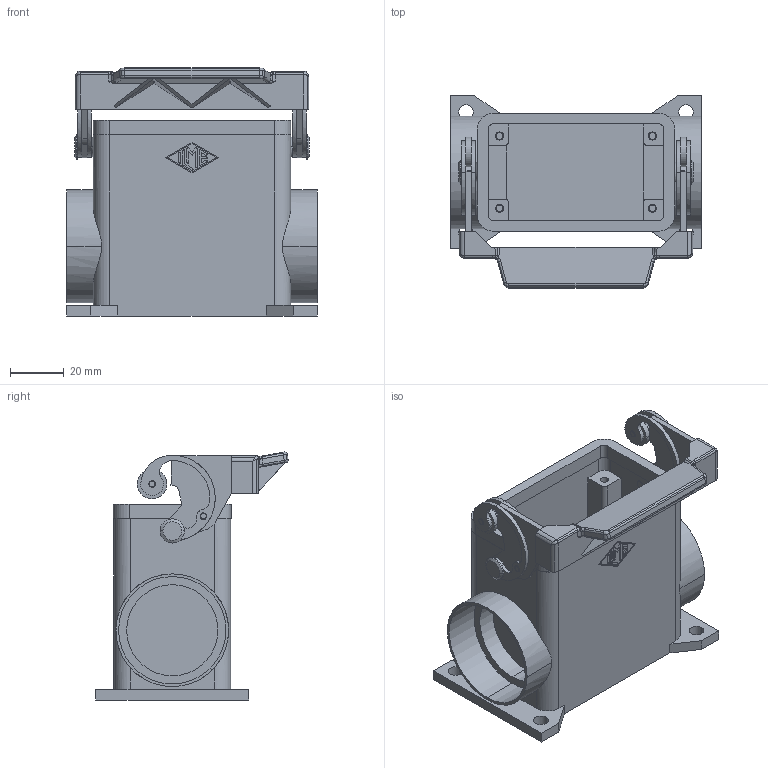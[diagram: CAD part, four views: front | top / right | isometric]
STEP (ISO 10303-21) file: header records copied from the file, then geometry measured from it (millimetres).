
FILE_DESCRIPTION((''),'2;1');
FILE_NAME('MMAP 03 LS40.stp','2006-12-21T18:43:23',('gembarski'),(''),'Autodesk Inventor 7','Autodesk Inventor 7','');
FILE_SCHEMA(('AUTOMOTIVE_DESIGN { 1 0 10303 214 1 1 1 1 }'));
Length unit declared in the file: millimetre
Products named in the file (1): MMAP 03 LS40
Bounding box: 93.5 x 71.7 x 92.42 mm (x, y, z)
Volume: 88354.8 mm3; surface area: 56570.9 mm2
Topology: 4 solids, 4 shells, 436 faces, 1154 edges, 752 vertices
Faces by surface type: plane 165, bspline 129, cylinder 124, torus 10, cone 4, sphere 4
Entity records: 16380 total; most frequent: CARTESIAN_POINT 5546, ORIENTED_EDGE 2296, DIRECTION 2242, EDGE_CURVE 1148, AXIS2_PLACEMENT_3D 812, VERTEX_POINT 752, VECTOR 618, LINE 618
